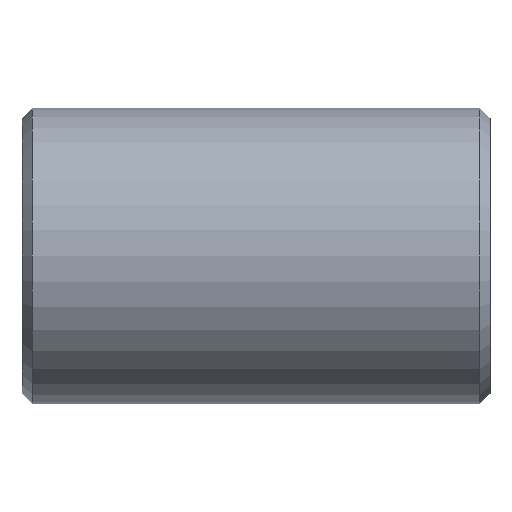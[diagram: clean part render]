
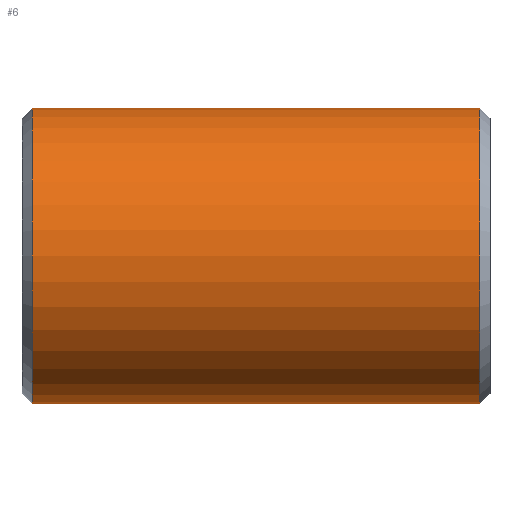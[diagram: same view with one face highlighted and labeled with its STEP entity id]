
A CAD part, front view. The second image highlights one B-rep face of the part: STEP entity #6.
In plain terms, the highlighted cylindrical face has radius 136.525 mm (diameter 273.05 mm), a partial arc.
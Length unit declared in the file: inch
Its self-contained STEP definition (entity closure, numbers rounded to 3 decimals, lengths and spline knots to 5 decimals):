
#6 = ADVANCED_FACE ( 'NONE', ( #682 ), #750, .T. ) ;
#25 = AXIS2_PLACEMENT_3D ( 'NONE', #91, #653, #660 ) ;
#81 = CIRCLE ( 'NONE', #25, 5.375 ) ;
#91 = CARTESIAN_POINT ( 'NONE',  ( -8.125, 0., 0. ) ) ;
#103 = CARTESIAN_POINT ( 'NONE',  ( 8.125, 0., 0. ) ) ;
#113 = DIRECTION ( 'NONE',  ( -1., 0., 0. ) ) ;
#155 = EDGE_CURVE ( 'NONE', #768, #861, #81, .T. ) ;
#159 = CARTESIAN_POINT ( 'NONE',  ( 8.125, 0., 5.375 ) ) ;
#162 = EDGE_LOOP ( 'NONE', ( #421, #450, #354, #458 ) ) ;
#166 = CARTESIAN_POINT ( 'NONE',  ( -8.125, 0., 5.375 ) ) ;
#181 = VECTOR ( 'NONE', #247, 39.37008 ) ;
#247 = DIRECTION ( 'NONE',  ( -1., 0., 0. ) ) ;
#249 = VERTEX_POINT ( 'NONE', #817 ) ;
#309 = VERTEX_POINT ( 'NONE', #159 ) ;
#325 = CARTESIAN_POINT ( 'NONE',  ( 8.5, 0., 0. ) ) ;
#337 = CIRCLE ( 'NONE', #552, 5.375 ) ;
#354 = ORIENTED_EDGE ( 'NONE', *, *, #844, .T. ) ;
#367 = DIRECTION ( 'NONE',  ( 0., 0., -1. ) ) ;
#382 = LINE ( 'NONE', #727, #610 ) ;
#421 = ORIENTED_EDGE ( 'NONE', *, *, #626, .F. ) ;
#446 = DIRECTION ( 'NONE',  ( -1., 0., 0. ) ) ;
#448 = CARTESIAN_POINT ( 'NONE',  ( 8.5, 0., 5.375 ) ) ;
#450 = ORIENTED_EDGE ( 'NONE', *, *, #795, .T. ) ;
#458 = ORIENTED_EDGE ( 'NONE', *, *, #155, .T. ) ;
#525 = DIRECTION ( 'NONE',  ( -1., 0., 0. ) ) ;
#551 = DIRECTION ( 'NONE',  ( 0., 0., 1. ) ) ;
#552 = AXIS2_PLACEMENT_3D ( 'NONE', #103, #525, #367 ) ;
#604 = CARTESIAN_POINT ( 'NONE',  ( -8.125, 0., -5.375 ) ) ;
#610 = VECTOR ( 'NONE', #446, 39.37008 ) ;
#626 = EDGE_CURVE ( 'NONE', #249, #861, #382, .T. ) ;
#653 = DIRECTION ( 'NONE',  ( 1., 0., 0. ) ) ;
#660 = DIRECTION ( 'NONE',  ( 0., 0., 1. ) ) ;
#669 = LINE ( 'NONE', #448, #181 ) ;
#682 = FACE_OUTER_BOUND ( 'NONE', #162, .T. ) ;
#694 = AXIS2_PLACEMENT_3D ( 'NONE', #325, #113, #551 ) ;
#727 = CARTESIAN_POINT ( 'NONE',  ( 8.5, 0., -5.375 ) ) ;
#750 = CYLINDRICAL_SURFACE ( 'NONE', #694, 5.375 ) ;
#768 = VERTEX_POINT ( 'NONE', #166 ) ;
#795 = EDGE_CURVE ( 'NONE', #249, #309, #337, .T. ) ;
#817 = CARTESIAN_POINT ( 'NONE',  ( 8.125, 0., -5.375 ) ) ;
#844 = EDGE_CURVE ( 'NONE', #309, #768, #669, .T. ) ;
#861 = VERTEX_POINT ( 'NONE', #604 ) ;
